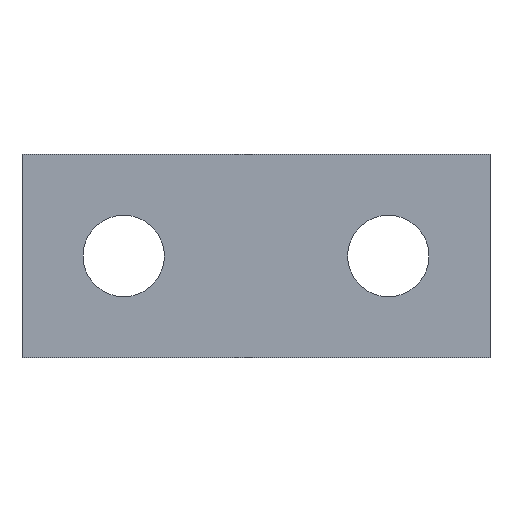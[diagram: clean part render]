
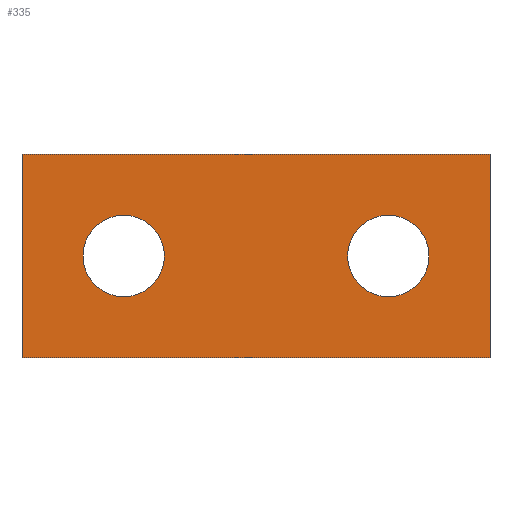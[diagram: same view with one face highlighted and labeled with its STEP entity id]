
A CAD part, left-side view. The second image highlights one B-rep face of the part: STEP entity #335.
In plain terms, the highlighted planar face has unit normal (-1, 0, 0).
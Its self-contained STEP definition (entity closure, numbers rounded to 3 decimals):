
#2 = DIRECTION ( 'NONE',  ( 1., 0., 0. ) ) ;
#6 = CARTESIAN_POINT ( 'NONE',  ( 0., -19.5, 0. ) ) ;
#9 = CARTESIAN_POINT ( 'NONE',  ( 0., 34.5, -15. ) ) ;
#15 = FACE_BOUND ( 'NONE', #202, .T. ) ;
#25 = FACE_OUTER_BOUND ( 'NONE', #382, .T. ) ;
#35 = DIRECTION ( 'NONE',  ( 1., 0., 0. ) ) ;
#36 = DIRECTION ( 'NONE',  ( 0., 0., -1. ) ) ;
#41 = CARTESIAN_POINT ( 'NONE',  ( 0., 0., 0. ) ) ;
#46 = CARTESIAN_POINT ( 'NONE',  ( 0., 19.5, 0. ) ) ;
#57 = CARTESIAN_POINT ( 'NONE',  ( 0., 34.5, 15. ) ) ;
#59 = CARTESIAN_POINT ( 'NONE',  ( 0., 34.5, -15. ) ) ;
#65 = EDGE_CURVE ( 'NONE', #144, #287, #231, .T. ) ;
#66 = DIRECTION ( 'NONE',  ( 0., 0., -1. ) ) ;
#67 = ORIENTED_EDGE ( 'NONE', *, *, #65, .F. ) ;
#68 = AXIS2_PLACEMENT_3D ( 'NONE', #41, #238, #66 ) ;
#73 = AXIS2_PLACEMENT_3D ( 'NONE', #227, #35, #230 ) ;
#78 = VERTEX_POINT ( 'NONE', #59 ) ;
#87 = DIRECTION ( 'NONE',  ( 0., 0., -1. ) ) ;
#100 = VERTEX_POINT ( 'NONE', #265 ) ;
#101 = CIRCLE ( 'NONE', #73, 6. ) ;
#102 = VECTOR ( 'NONE', #344, 1000. ) ;
#103 = DIRECTION ( 'NONE',  ( 1., 0., 0. ) ) ;
#105 = CARTESIAN_POINT ( 'NONE',  ( 0., -34.5, -15. ) ) ;
#108 = DIRECTION ( 'NONE',  ( 1., 0., 0. ) ) ;
#125 = VECTOR ( 'NONE', #87, 1000. ) ;
#126 = CARTESIAN_POINT ( 'NONE',  ( 0., -34.5, 15. ) ) ;
#133 = LINE ( 'NONE', #126, #182 ) ;
#144 = VERTEX_POINT ( 'NONE', #149 ) ;
#149 = CARTESIAN_POINT ( 'NONE',  ( 0., -34.5, 15. ) ) ;
#151 = LINE ( 'NONE', #105, #102 ) ;
#152 = CARTESIAN_POINT ( 'NONE',  ( 0., 19.5, 6. ) ) ;
#158 = FACE_BOUND ( 'NONE', #329, .T. ) ;
#180 = DIRECTION ( 'NONE',  ( 0., -1., 0. ) ) ;
#181 = EDGE_CURVE ( 'NONE', #100, #188, #101, .T. ) ;
#182 = VECTOR ( 'NONE', #180, 1000. ) ;
#185 = CIRCLE ( 'NONE', #220, 6. ) ;
#187 = CARTESIAN_POINT ( 'NONE',  ( 0., 19.5, -6. ) ) ;
#188 = VERTEX_POINT ( 'NONE', #225 ) ;
#194 = VERTEX_POINT ( 'NONE', #187 ) ;
#195 = CARTESIAN_POINT ( 'NONE',  ( 0., -34.5, -15. ) ) ;
#202 = EDGE_LOOP ( 'NONE', ( #264, #325 ) ) ;
#209 = EDGE_CURVE ( 'NONE', #194, #322, #326, .T. ) ;
#220 = AXIS2_PLACEMENT_3D ( 'NONE', #46, #108, #309 ) ;
#223 = EDGE_CURVE ( 'NONE', #322, #194, #185, .T. ) ;
#225 = CARTESIAN_POINT ( 'NONE',  ( 0., -19.5, -6. ) ) ;
#227 = CARTESIAN_POINT ( 'NONE',  ( 0., -19.5, 0. ) ) ;
#230 = DIRECTION ( 'NONE',  ( 0., 0., -1. ) ) ;
#231 = LINE ( 'NONE', #354, #125 ) ;
#234 = DIRECTION ( 'NONE',  ( 0., 0., 1. ) ) ;
#238 = DIRECTION ( 'NONE',  ( 1., 0., 0. ) ) ;
#246 = DIRECTION ( 'NONE',  ( 0., 0., -1. ) ) ;
#247 = CARTESIAN_POINT ( 'NONE',  ( 0., 19.5, 0. ) ) ;
#252 = AXIS2_PLACEMENT_3D ( 'NONE', #6, #2, #36 ) ;
#253 = ORIENTED_EDGE ( 'NONE', *, *, #181, .T. ) ;
#264 = ORIENTED_EDGE ( 'NONE', *, *, #223, .T. ) ;
#265 = CARTESIAN_POINT ( 'NONE',  ( 0., -19.5, 6. ) ) ;
#273 = CIRCLE ( 'NONE', #252, 6. ) ;
#275 = PLANE ( 'NONE',  #68 ) ;
#277 = EDGE_CURVE ( 'NONE', #287, #78, #151, .T. ) ;
#287 = VERTEX_POINT ( 'NONE', #195 ) ;
#298 = EDGE_CURVE ( 'NONE', #188, #100, #273, .T. ) ;
#302 = EDGE_CURVE ( 'NONE', #78, #377, #374, .T. ) ;
#309 = DIRECTION ( 'NONE',  ( 0., 0., -1. ) ) ;
#313 = AXIS2_PLACEMENT_3D ( 'NONE', #247, #103, #246 ) ;
#314 = ORIENTED_EDGE ( 'NONE', *, *, #302, .F. ) ;
#319 = EDGE_CURVE ( 'NONE', #377, #144, #133, .T. ) ;
#322 = VERTEX_POINT ( 'NONE', #152 ) ;
#323 = ORIENTED_EDGE ( 'NONE', *, *, #319, .F. ) ;
#325 = ORIENTED_EDGE ( 'NONE', *, *, #209, .T. ) ;
#326 = CIRCLE ( 'NONE', #313, 6. ) ;
#329 = EDGE_LOOP ( 'NONE', ( #253, #370 ) ) ;
#334 = VECTOR ( 'NONE', #234, 1000. ) ;
#335 = ADVANCED_FACE ( 'NONE', ( #15, #25, #158 ), #275, .F. ) ;
#344 = DIRECTION ( 'NONE',  ( 0., 1., 0. ) ) ;
#354 = CARTESIAN_POINT ( 'NONE',  ( 0., -34.5, -15. ) ) ;
#370 = ORIENTED_EDGE ( 'NONE', *, *, #298, .T. ) ;
#374 = LINE ( 'NONE', #9, #334 ) ;
#377 = VERTEX_POINT ( 'NONE', #57 ) ;
#382 = EDGE_LOOP ( 'NONE', ( #323, #314, #385, #67 ) ) ;
#385 = ORIENTED_EDGE ( 'NONE', *, *, #277, .F. ) ;
